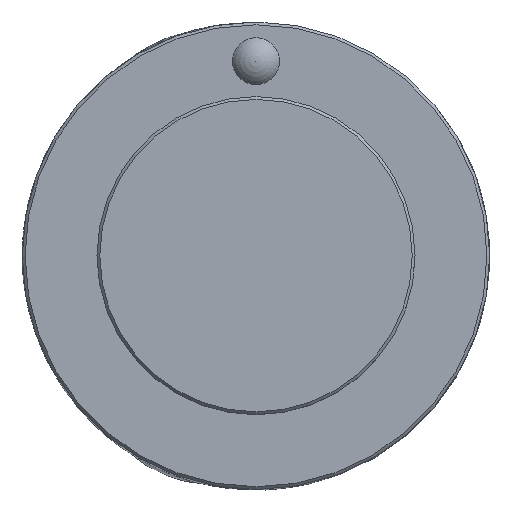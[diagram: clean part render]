
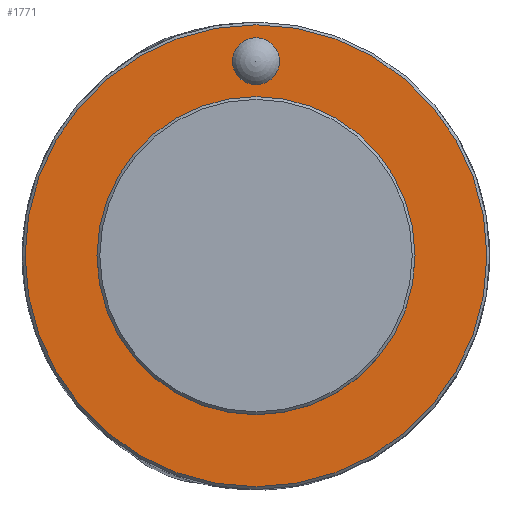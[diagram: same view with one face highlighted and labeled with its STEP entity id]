
A CAD part, top view. The second image highlights one B-rep face of the part: STEP entity #1771.
In plain terms, the highlighted planar face has unit normal (0, 0, 1).
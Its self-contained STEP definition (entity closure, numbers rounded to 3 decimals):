
#125=PLANE('',#6471);
#551=FACE_BOUND('',#2426,.T.);
#552=FACE_BOUND('',#2427,.T.);
#553=FACE_BOUND('',#2428,.T.);
#1771=ADVANCED_FACE('',(#551,#552,#553),#125,.T.);
#2426=EDGE_LOOP('',(#3184));
#2427=EDGE_LOOP('',(#3185));
#2428=EDGE_LOOP('',(#3186));
#3184=ORIENTED_EDGE('',*,*,#5539,.T.);
#3185=ORIENTED_EDGE('',*,*,#5540,.T.);
#3186=ORIENTED_EDGE('',*,*,#5541,.F.);
#4876=VERTEX_POINT('',#9257);
#4877=VERTEX_POINT('',#9259);
#4878=VERTEX_POINT('',#9261);
#5539=EDGE_CURVE('',#4876,#4876,#6159,.T.);
#5540=EDGE_CURVE('',#4877,#4877,#6160,.T.);
#5541=EDGE_CURVE('',#4878,#4878,#6161,.T.);
#6159=CIRCLE('',#6468,2.504);
#6160=CIRCLE('',#6469,24.694);
#6161=CIRCLE('',#6470,17.);
#6468=AXIS2_PLACEMENT_3D('',#9256,#7487,#7488);
#6469=AXIS2_PLACEMENT_3D('',#9258,#7489,#7490);
#6470=AXIS2_PLACEMENT_3D('',#9260,#7491,#7492);
#6471=AXIS2_PLACEMENT_3D('',#9262,#7493,#7494);
#7487=DIRECTION('',(0.,0.,-1.));
#7488=DIRECTION('',(1.,0.,0.));
#7489=DIRECTION('',(0.,0.,1.));
#7490=DIRECTION('',(1.,0.,0.));
#7491=DIRECTION('',(0.,0.,1.));
#7492=DIRECTION('',(1.,0.,0.));
#7493=DIRECTION('',(0.,0.,1.));
#7494=DIRECTION('',(0.,-1.,0.));
#9256=CARTESIAN_POINT('',(0.,20.8,0.));
#9257=CARTESIAN_POINT('',(2.504,20.8,0.));
#9258=CARTESIAN_POINT('',(0.,0.,0.));
#9259=CARTESIAN_POINT('',(24.694,0.,0.));
#9260=CARTESIAN_POINT('',(0.,0.,0.));
#9261=CARTESIAN_POINT('',(17.,0.,0.));
#9262=CARTESIAN_POINT('',(0.,0.,0.));
